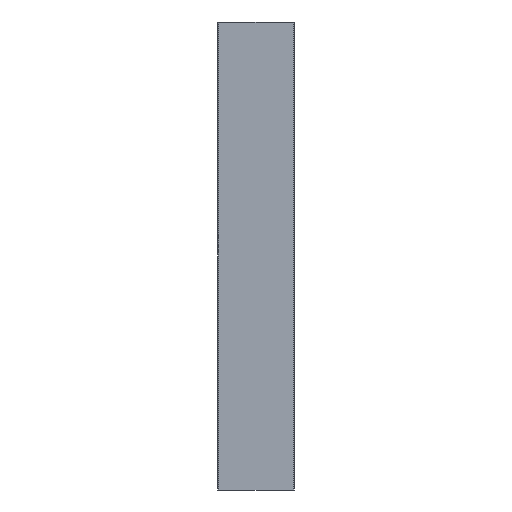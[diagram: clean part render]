
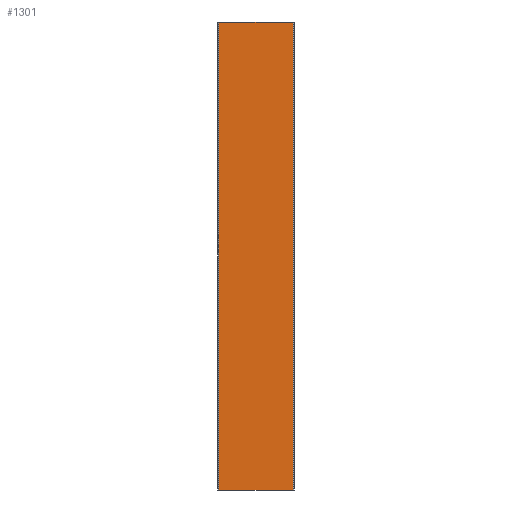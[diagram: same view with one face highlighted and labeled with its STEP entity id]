
A CAD part, front view. The second image highlights one B-rep face of the part: STEP entity #1301.
In plain terms, the highlighted planar face has unit normal (0, -1, 0).
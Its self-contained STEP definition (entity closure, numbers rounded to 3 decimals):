
#116 = CARTESIAN_POINT ( 'NONE',  ( -47.75, 0., 0. ) ) ;
#129 = CARTESIAN_POINT ( 'NONE',  ( 47.75, 0., 0. ) ) ;
#160 = CARTESIAN_POINT ( 'NONE',  ( 47.75, 0., 600. ) ) ;
#165 = CARTESIAN_POINT ( 'NONE',  ( 47.75, 0., 0. ) ) ;
#173 = DIRECTION ( 'NONE',  ( 0., 0., -1. ) ) ;
#174 = DIRECTION ( 'NONE',  ( 0., 0., -1. ) ) ;
#175 = DIRECTION ( 'NONE',  ( 1., 0., 0. ) ) ;
#176 = CARTESIAN_POINT ( 'NONE',  ( -47.75, 0., 600. ) ) ;
#284 = FACE_OUTER_BOUND ( 'NONE', #643, .T. ) ;
#293 = LINE ( 'NONE', #165, #672 ) ;
#357 = VERTEX_POINT ( 'NONE', #129 ) ;
#385 = ORIENTED_EDGE ( 'NONE', *, *, #1221, .T. ) ;
#423 = ORIENTED_EDGE ( 'NONE', *, *, #1295, .F. ) ;
#461 = ORIENTED_EDGE ( 'NONE', *, *, #1220, .F. ) ;
#471 = VERTEX_POINT ( 'NONE', #116 ) ;
#475 = VECTOR ( 'NONE', #929, 1000. ) ;
#484 = LINE ( 'NONE', #160, #521 ) ;
#521 = VECTOR ( 'NONE', #173, 1000. ) ;
#575 = ORIENTED_EDGE ( 'NONE', *, *, #1223, .T. ) ;
#597 = VECTOR ( 'NONE', #174, 1000. ) ;
#623 = VERTEX_POINT ( 'NONE', #829 ) ;
#627 = LINE ( 'NONE', #928, #475 ) ;
#643 = EDGE_LOOP ( 'NONE', ( #385, #461, #423, #575 ) ) ;
#672 = VECTOR ( 'NONE', #175, 1000. ) ;
#736 = LINE ( 'NONE', #176, #597 ) ;
#807 = VERTEX_POINT ( 'NONE', #842 ) ;
#829 = CARTESIAN_POINT ( 'NONE',  ( -47.75, 0., 600. ) ) ;
#842 = CARTESIAN_POINT ( 'NONE',  ( 47.75, 0., 600. ) ) ;
#928 = CARTESIAN_POINT ( 'NONE',  ( 47.75, 0., 600. ) ) ;
#929 = DIRECTION ( 'NONE',  ( 1., 0., 0. ) ) ;
#935 = PLANE ( 'NONE',  #1163 ) ;
#940 = CARTESIAN_POINT ( 'NONE',  ( 47.75, 0., 600. ) ) ;
#941 = DIRECTION ( 'NONE',  ( 0., 1., 0. ) ) ;
#942 = DIRECTION ( 'NONE',  ( 0., 0., 1. ) ) ;
#1163 = AXIS2_PLACEMENT_3D ( 'NONE', #940, #941, #942 ) ;
#1220 = EDGE_CURVE ( 'NONE', #807, #357, #484, .T. ) ;
#1221 = EDGE_CURVE ( 'NONE', #471, #357, #293, .T. ) ;
#1223 = EDGE_CURVE ( 'NONE', #623, #471, #736, .T. ) ;
#1295 = EDGE_CURVE ( 'NONE', #623, #807, #627, .T. ) ;
#1301 = ADVANCED_FACE ( 'NONE', ( #284 ), #935, .F. ) ;
